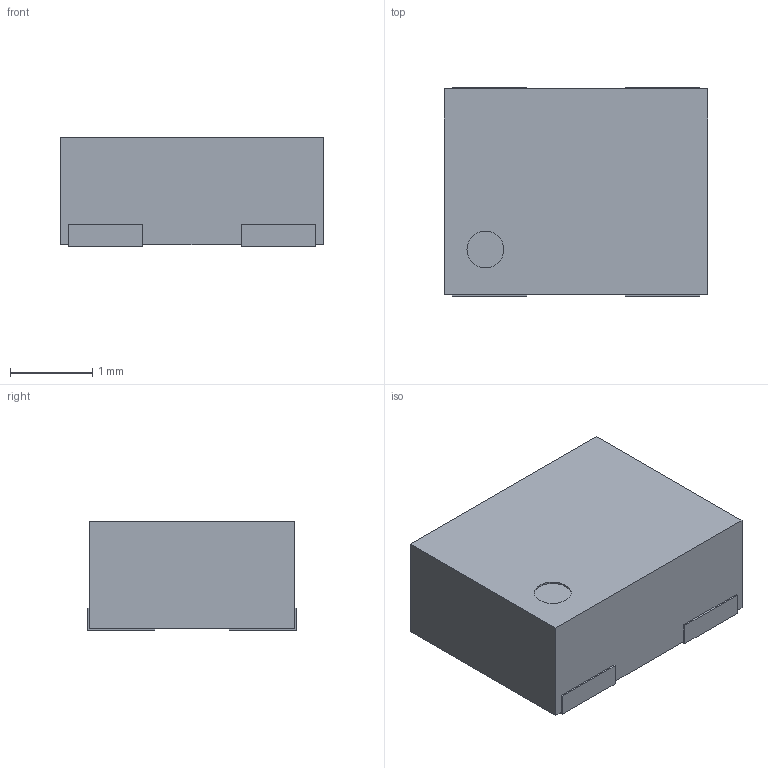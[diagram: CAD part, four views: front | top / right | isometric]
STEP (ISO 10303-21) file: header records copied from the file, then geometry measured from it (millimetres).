
FILE_DESCRIPTION(/* description */ (''),/* implementation_level */ '2;1');
FILE_NAME(/* name */ 'VLGA_4_3.2x2.5 v1.step',/* time_stamp */ '2023-05-23T14:13:45+02:00',/* author */ (''),/* organization */ (''),/* preprocessor_version */ 'ST-DEVELOPER v19.2',/* originating_system */ 'Autodesk Translation Framework v11.17.0.187',/* authorisation */ '');
FILE_SCHEMA (('AUTOMOTIVE_DESIGN { 1 0 10303 214 3 1 1 }'));
Length unit declared in the file: millimetre
Products named in the file (1): VLGA_4_3.2x2.5
Bounding box: 3.2 x 2.54 x 1.32 mm (x, y, z)
Volume: 10.5 mm3; surface area: 31.3 mm2
Topology: 1 solids, 1 shells, 32 faces, 87 edges, 58 vertices
Faces by surface type: plane 31, cylinder 1
Full cylindrical faces by diameter (mm): 0.447 x1
Entity records: 1051 total; most frequent: CARTESIAN_POINT 178, ORIENTED_EDGE 174, DIRECTION 155, EDGE_CURVE 87, LINE 85, VECTOR 85, VERTEX_POINT 58, AXIS2_PLACEMENT_3D 35
